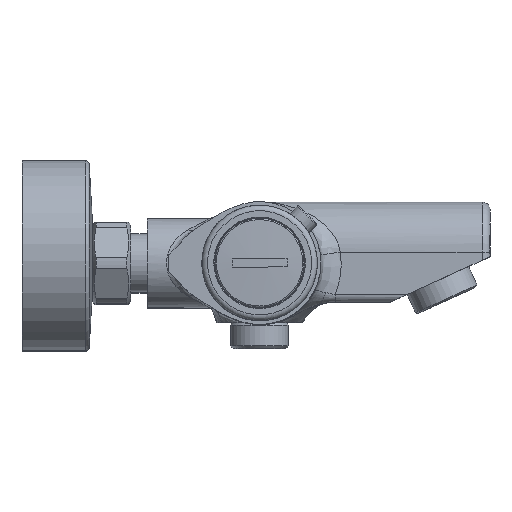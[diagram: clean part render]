
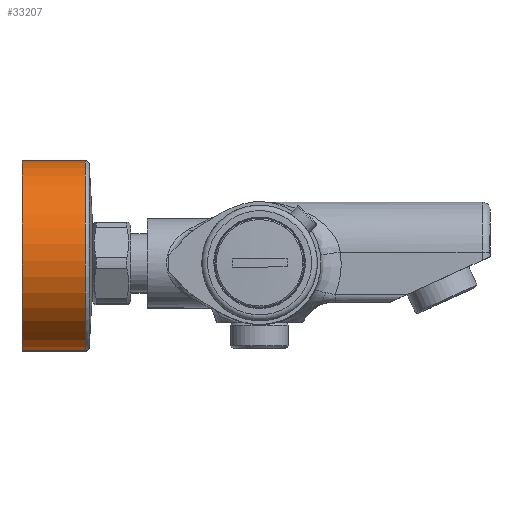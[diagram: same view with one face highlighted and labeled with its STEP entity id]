
A CAD part, top view. The second image highlights one B-rep face of the part: STEP entity #33207.
In plain terms, the highlighted cylindrical face has radius 33.75 mm (diameter 67.5 mm), a full revolution.
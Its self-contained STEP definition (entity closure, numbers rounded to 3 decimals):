
#1148 = CIRCLE ( 'NONE', #19656, 33.75 ) ;
#3651 = CARTESIAN_POINT ( 'NONE',  ( -84.339, -5.096, 108.344 ) ) ;
#4360 = ORIENTED_EDGE ( 'NONE', *, *, #29499, .T. ) ;
#6751 = EDGE_LOOP ( 'NONE', ( #4360 ) ) ;
#8223 = CARTESIAN_POINT ( 'NONE',  ( -84.339, 2.67, 75.499 ) ) ;
#8365 = DIRECTION ( 'NONE',  ( 1., 0., 0. ) ) ;
#8531 = CARTESIAN_POINT ( 'NONE',  ( -61.958, 2.67, 75.499 ) ) ;
#8980 = AXIS2_PLACEMENT_3D ( 'NONE', #8223, #8365, #31648 ) ;
#14323 = DIRECTION ( 'NONE',  ( 1., 0., 0. ) ) ;
#17262 = EDGE_CURVE ( 'NONE', #22967, #22967, #1148, .T. ) ;
#19656 = AXIS2_PLACEMENT_3D ( 'NONE', #8531, #22074, #24936 ) ;
#19808 = FACE_OUTER_BOUND ( 'NONE', #6751, .T. ) ;
#22074 = DIRECTION ( 'NONE',  ( 1., 0., 0. ) ) ;
#22967 = VERTEX_POINT ( 'NONE', #33442 ) ;
#23926 = CYLINDRICAL_SURFACE ( 'NONE', #32190, 33.75 ) ;
#24433 = DIRECTION ( 'NONE',  ( 0., -0.23, 0.973 ) ) ;
#24936 = DIRECTION ( 'NONE',  ( 0., -0.23, 0.973 ) ) ;
#25379 = CIRCLE ( 'NONE', #8980, 33.75 ) ;
#26553 = VERTEX_POINT ( 'NONE', #3651 ) ;
#29499 = EDGE_CURVE ( 'NONE', #26553, #26553, #25379, .T. ) ;
#31648 = DIRECTION ( 'NONE',  ( 0., -0.23, 0.973 ) ) ;
#32190 = AXIS2_PLACEMENT_3D ( 'NONE', #37054, #14323, #24433 ) ;
#33207 = ADVANCED_FACE ( 'NONE', ( #19808, #37384 ), #23926, .T. ) ;
#33442 = CARTESIAN_POINT ( 'NONE',  ( -61.958, -5.096, 108.344 ) ) ;
#37054 = CARTESIAN_POINT ( 'NONE',  ( -56.858, 2.67, 75.499 ) ) ;
#37384 = FACE_OUTER_BOUND ( 'NONE', #40902, .T. ) ;
#37571 = ORIENTED_EDGE ( 'NONE', *, *, #17262, .F. ) ;
#40902 = EDGE_LOOP ( 'NONE', ( #37571 ) ) ;
